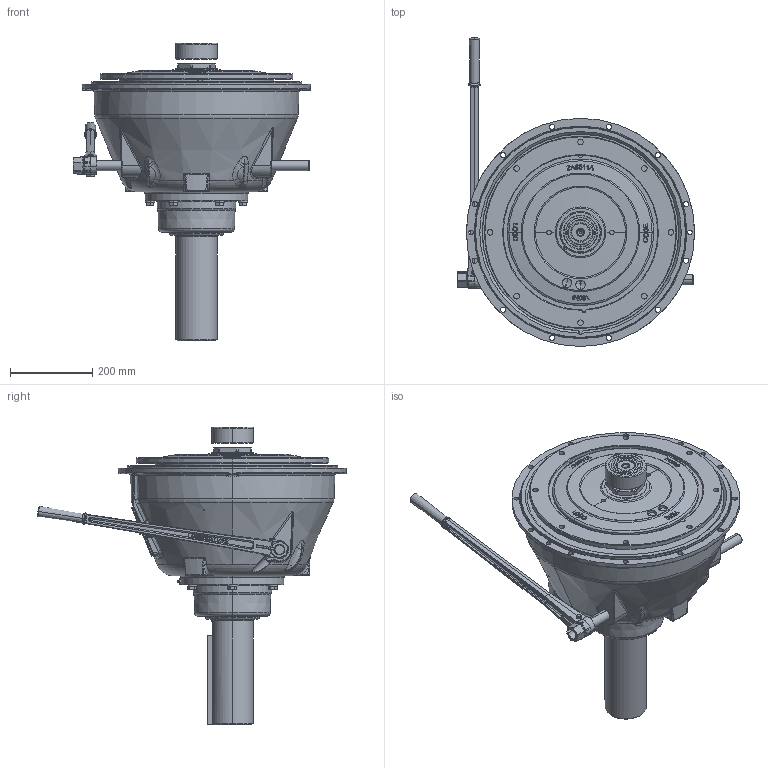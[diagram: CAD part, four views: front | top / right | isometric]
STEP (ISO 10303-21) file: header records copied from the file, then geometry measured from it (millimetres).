
FILE_DESCRIPTION (( 'STEP AP214' ), '1' );
FILE_NAME ('SP314P102.STEP', '2017-08-25T18:48:51', ( '' ), ( '' ), 'SwSTEP 2.0', 'SolidWorks 2015', '' );
FILE_SCHEMA (( 'AUTOMOTIVE_DESIGN' ));
Length unit declared in the file: inch
Products named in the file (1): SP314P102
Bounding box: 575.12 x 749.34 x 722.04 mm (x, y, z)
Surface area: 1564787.7 mm2 (no closed solid volume)
Topology: 0 solids, 78 shells, 1185 faces, 3903 edges, 2659 vertices
Faces by surface type: plane 345, bspline 307, cylinder 264, cone 130, torus 124, sphere 15
Entity records: 79259 total; most frequent: CARTESIAN_POINT 33656, ORIENTED_EDGE 6147, DIRECTION 5497, EDGE_CURVE 3863, VERTEX_POINT 2653, AXIS2_PLACEMENT_3D 2068, LINE 1361, VECTOR 1361
